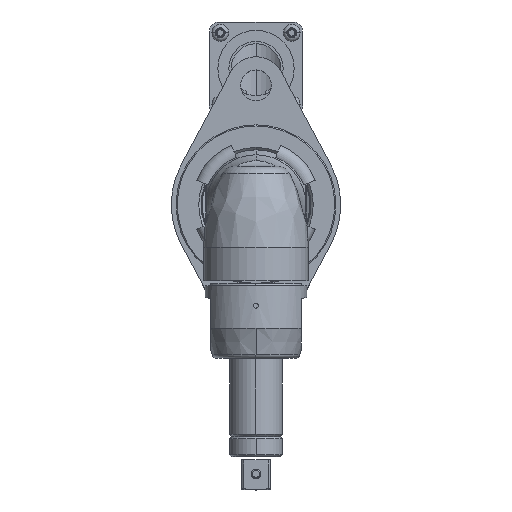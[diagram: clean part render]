
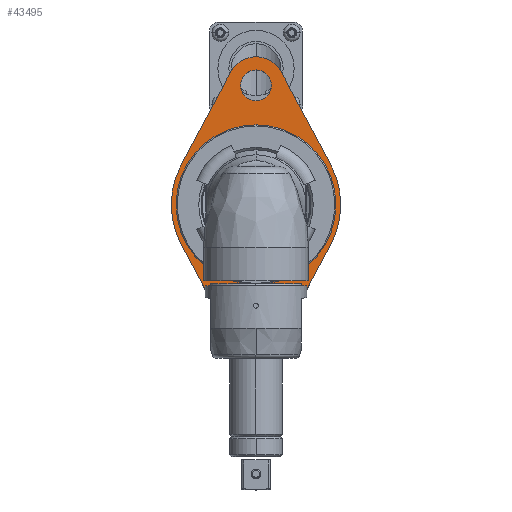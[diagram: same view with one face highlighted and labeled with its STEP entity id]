
A CAD part, top view. The second image highlights one B-rep face of the part: STEP entity #43495.
In plain terms, the highlighted planar face has unit normal (0, 0, 1).
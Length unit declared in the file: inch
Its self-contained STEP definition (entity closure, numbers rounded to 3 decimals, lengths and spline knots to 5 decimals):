
#42928=DIRECTION('',(0.47,0.883,0.));
#42929=VECTOR('',#42928,1.3791);
#42930=CARTESIAN_POINT('',(0.33098,-1.73878,8.2675));
#42931=LINE('',#42930,#42929);
#42949=DIRECTION('',(0.47,-0.883,0.));
#42950=VECTOR('',#42949,1.3791);
#42951=CARTESIAN_POINT('',(-0.97927,-0.52155,8.2675));
#42952=LINE('',#42951,#42950);
#42965=DIRECTION('',(-0.47,-0.883,0.));
#42966=VECTOR('',#42965,1.3791);
#42967=CARTESIAN_POINT('',(-0.33098,1.73878,8.2675));
#42968=LINE('',#42967,#42966);
#42986=DIRECTION('',(-0.47,0.883,0.));
#42987=VECTOR('',#42986,1.3791);
#42988=CARTESIAN_POINT('',(0.97927,0.52155,8.2675));
#42989=LINE('',#42988,#42987);
#42990=CARTESIAN_POINT('',(0.,0.,8.2675));
#42991=DIRECTION('',(0.,0.,1.));
#42992=DIRECTION('',(0.,1.,0.));
#42993=AXIS2_PLACEMENT_3D('',#42990,#42991,#42992);
#42995=CARTESIAN_POINT('',(0.,0.,8.2675));
#42996=DIRECTION('',(0.,0.,-1.));
#42997=DIRECTION('',(0.,1.,0.));
#42998=AXIS2_PLACEMENT_3D('',#42995,#42996,#42997);
#43000=CARTESIAN_POINT('',(0.,0.,8.2675));
#43001=DIRECTION('',(0.,0.,1.));
#43002=DIRECTION('',(0.883,-0.47,0.));
#43003=AXIS2_PLACEMENT_3D('',#43000,#43001,#43002);
#43005=CARTESIAN_POINT('',(0.,-1.5625,8.2675));
#43006=DIRECTION('',(0.,0.,1.));
#43007=DIRECTION('',(-0.883,-0.47,0.));
#43008=AXIS2_PLACEMENT_3D('',#43005,#43006,#43007);
#43010=CARTESIAN_POINT('',(0.,0.,8.2675));
#43011=DIRECTION('',(0.,0.,1.));
#43012=DIRECTION('',(-0.883,0.47,0.));
#43013=AXIS2_PLACEMENT_3D('',#43010,#43011,#43012);
#43015=CARTESIAN_POINT('',(0.,1.5625,8.2675));
#43016=DIRECTION('',(0.,0.,1.));
#43017=DIRECTION('',(0.883,0.47,0.));
#43018=AXIS2_PLACEMENT_3D('',#43015,#43016,#43017);
#43020=CARTESIAN_POINT('',(0.,1.5625,8.2675));
#43021=DIRECTION('',(0.,0.,1.));
#43022=DIRECTION('',(0.,1.,0.));
#43023=AXIS2_PLACEMENT_3D('',#43020,#43021,#43022);
#43025=CARTESIAN_POINT('',(0.,1.5625,8.2675));
#43026=DIRECTION('',(0.,0.,1.));
#43027=DIRECTION('',(0.,-1.,0.));
#43028=AXIS2_PLACEMENT_3D('',#43025,#43026,#43027);
#43030=CARTESIAN_POINT('',(0.,-1.5625,8.2675));
#43031=DIRECTION('',(0.,0.,1.));
#43032=DIRECTION('',(0.,1.,0.));
#43033=AXIS2_PLACEMENT_3D('',#43030,#43031,#43032);
#43035=CARTESIAN_POINT('',(0.,-1.5625,8.2675));
#43036=DIRECTION('',(0.,0.,1.));
#43037=DIRECTION('',(0.,-1.,0.));
#43038=AXIS2_PLACEMENT_3D('',#43035,#43036,#43037);
#43136=CARTESIAN_POINT('',(0.,1.046,8.2675));
#43137=CARTESIAN_POINT('',(0.,-1.046,8.2675));
#43138=VERTEX_POINT('',#43136);
#43139=VERTEX_POINT('',#43137);
#43140=CARTESIAN_POINT('',(0.97927,0.52155,8.2675));
#43141=CARTESIAN_POINT('',(0.33098,1.73878,8.2675));
#43142=VERTEX_POINT('',#43140);
#43143=VERTEX_POINT('',#43141);
#43144=CARTESIAN_POINT('',(-0.33098,1.73878,8.2675));
#43145=CARTESIAN_POINT('',(-0.97927,0.52155,8.2675));
#43146=VERTEX_POINT('',#43144);
#43147=VERTEX_POINT('',#43145);
#43148=CARTESIAN_POINT('',(-0.97927,-0.52155,8.2675));
#43149=CARTESIAN_POINT('',(-0.33098,-1.73878,8.2675));
#43150=VERTEX_POINT('',#43148);
#43151=VERTEX_POINT('',#43149);
#43152=CARTESIAN_POINT('',(0.33098,-1.73878,8.2675));
#43153=CARTESIAN_POINT('',(0.97927,-0.52155,8.2675));
#43154=VERTEX_POINT('',#43152);
#43155=VERTEX_POINT('',#43153);
#43156=CARTESIAN_POINT('',(0.,1.765,8.2675));
#43157=CARTESIAN_POINT('',(0.,1.36,8.2675));
#43158=VERTEX_POINT('',#43156);
#43159=VERTEX_POINT('',#43157);
#43160=CARTESIAN_POINT('',(0.,-1.36,8.2675));
#43161=CARTESIAN_POINT('',(0.,-1.765,8.2675));
#43162=VERTEX_POINT('',#43160);
#43163=VERTEX_POINT('',#43161);
#43462=CARTESIAN_POINT('',(0.,0.,8.2675));
#43463=DIRECTION('',(0.,0.,1.));
#43464=DIRECTION('',(0.,1.,0.));
#43465=AXIS2_PLACEMENT_3D('',#43462,#43463,#43464);
#43466=PLANE('',#43465);
#43467=ORIENTED_EDGE('',*,*,#43456,.F.);
#43468=ORIENTED_EDGE('',*,*,#43358,.F.);
#43469=ORIENTED_EDGE('',*,*,#43373,.F.);
#43470=ORIENTED_EDGE('',*,*,#43387,.F.);
#43471=ORIENTED_EDGE('',*,*,#43401,.F.);
#43472=ORIENTED_EDGE('',*,*,#43415,.F.);
#43473=ORIENTED_EDGE('',*,*,#43429,.F.);
#43474=ORIENTED_EDGE('',*,*,#43443,.F.);
#43475=EDGE_LOOP('',(#43467,#43468,#43469,#43470,#43471,#43472,#43473,#43474));
#43476=FACE_OUTER_BOUND('',#43475,.F.);
#43478=ORIENTED_EDGE('',*,*,#43477,.T.);
#43480=ORIENTED_EDGE('',*,*,#43479,.F.);
#43481=EDGE_LOOP('',(#43478,#43480));
#43482=FACE_BOUND('',#43481,.F.);
#43484=ORIENTED_EDGE('',*,*,#43483,.T.);
#43486=ORIENTED_EDGE('',*,*,#43485,.T.);
#43487=EDGE_LOOP('',(#43484,#43486));
#43488=FACE_BOUND('',#43487,.F.);
#43490=ORIENTED_EDGE('',*,*,#43489,.T.);
#43492=ORIENTED_EDGE('',*,*,#43491,.T.);
#43493=EDGE_LOOP('',(#43490,#43492));
#43494=FACE_BOUND('',#43493,.F.);
#43495=ADVANCED_FACE('',(#43476,#43482,#43488,#43494),#43466,.T.);
#42994=CIRCLE('',#42993,1.046);
#42999=CIRCLE('',#42998,1.046);
#43004=CIRCLE('',#43003,1.1095);
#43009=CIRCLE('',#43008,0.375);
#43014=CIRCLE('',#43013,1.1095);
#43019=CIRCLE('',#43018,0.375);
#43024=CIRCLE('',#43023,0.2025);
#43029=CIRCLE('',#43028,0.2025);
#43034=CIRCLE('',#43033,0.2025);
#43039=CIRCLE('',#43038,0.2025);
#43358=EDGE_CURVE('',#43155,#43142,#43004,.T.);
#43373=EDGE_CURVE('',#43154,#43155,#42931,.T.);
#43387=EDGE_CURVE('',#43151,#43154,#43009,.T.);
#43401=EDGE_CURVE('',#43150,#43151,#42952,.T.);
#43415=EDGE_CURVE('',#43147,#43150,#43014,.T.);
#43429=EDGE_CURVE('',#43146,#43147,#42968,.T.);
#43443=EDGE_CURVE('',#43143,#43146,#43019,.T.);
#43456=EDGE_CURVE('',#43142,#43143,#42989,.T.);
#43477=EDGE_CURVE('',#43138,#43139,#42994,.T.);
#43479=EDGE_CURVE('',#43138,#43139,#42999,.T.);
#43483=EDGE_CURVE('',#43158,#43159,#43024,.T.);
#43485=EDGE_CURVE('',#43159,#43158,#43029,.T.);
#43489=EDGE_CURVE('',#43162,#43163,#43034,.T.);
#43491=EDGE_CURVE('',#43163,#43162,#43039,.T.);
